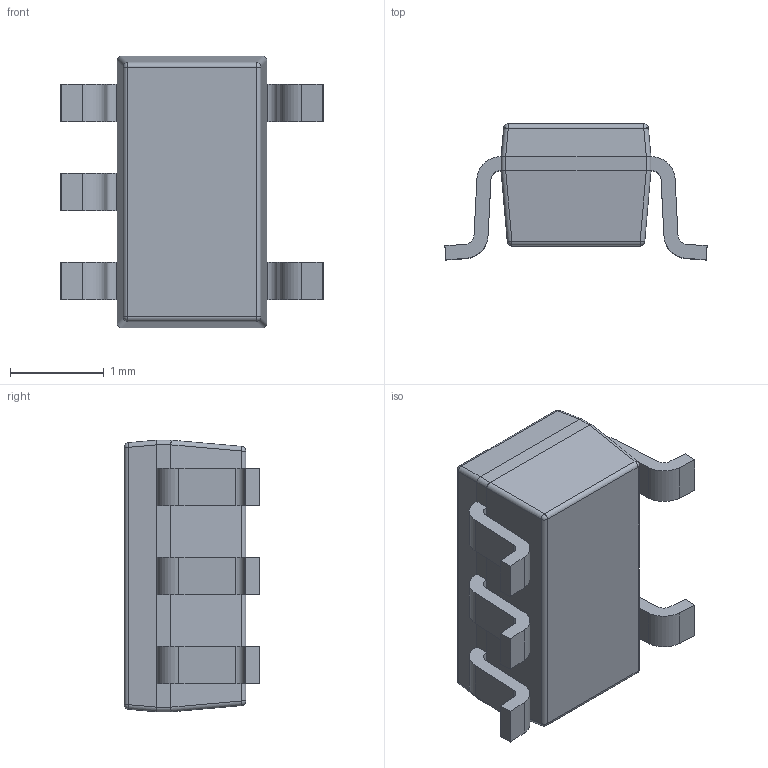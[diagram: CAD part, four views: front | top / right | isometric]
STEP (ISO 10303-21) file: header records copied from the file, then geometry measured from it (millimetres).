
FILE_DESCRIPTION (( 'STEP AP214' ), '1' );
FILE_NAME ('TLV75533PDBVR.STEP', '2018-09-10T12:56:27', ( '' ), ( '' ), 'SwSTEP 2.0', 'SolidWorks 2017', '' );
FILE_SCHEMA (( 'AUTOMOTIVE_DESIGN' ));
Length unit declared in the file: millimetre
Products named in the file (1): TLV75533PDBVR
Bounding box: 2.8 x 1.45 x 2.9 mm (x, y, z)
Volume: 6.1 mm3; surface area: 27.6 mm2
Topology: 6 solids, 6 shells, 115 faces, 290 edges, 180 vertices
Faces by surface type: plane 65, cylinder 42, sphere 8
Entity records: 3431 total; most frequent: CARTESIAN_POINT 602, DIRECTION 574, ORIENTED_EDGE 564, EDGE_CURVE 282, VECTOR 206, LINE 206, AXIS2_PLACEMENT_3D 184, VERTEX_POINT 180
